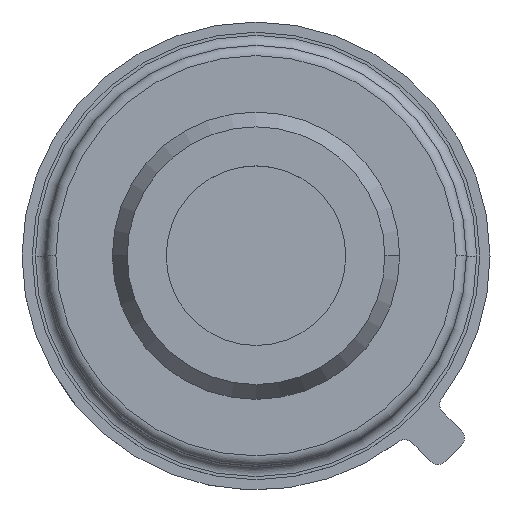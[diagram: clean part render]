
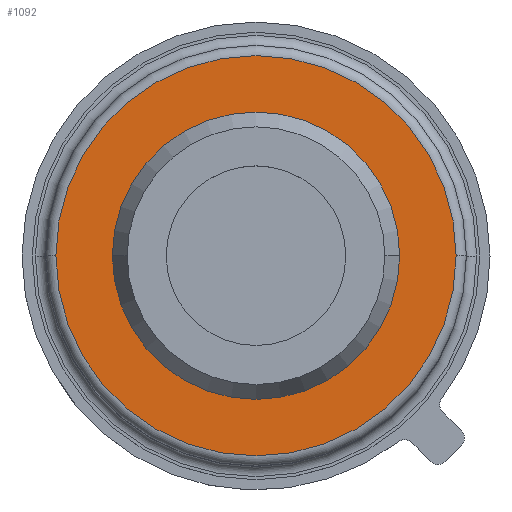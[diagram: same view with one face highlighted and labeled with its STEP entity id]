
A CAD part, top view. The second image highlights one B-rep face of the part: STEP entity #1092.
In plain terms, the highlighted planar face has unit normal (0, 0, 1).
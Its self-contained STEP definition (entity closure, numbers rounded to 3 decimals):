
#31 = ORIENTED_EDGE ( 'NONE', *, *, #1979, .F. ) ;
#77 = CARTESIAN_POINT ( 'NONE',  ( 0., 0., 3.6 ) ) ;
#109 = VERTEX_POINT ( 'NONE', #2263 ) ;
#166 = ORIENTED_EDGE ( 'NONE', *, *, #632, .F. ) ;
#184 = DIRECTION ( 'NONE',  ( 1., 0., 0. ) ) ;
#261 = FACE_OUTER_BOUND ( 'NONE', #745, .T. ) ;
#293 = VERTEX_POINT ( 'NONE', #2056 ) ;
#496 = AXIS2_PLACEMENT_3D ( 'NONE', #77, #2049, #591 ) ;
#591 = DIRECTION ( 'NONE',  ( 1., 0., 0. ) ) ;
#632 = EDGE_CURVE ( 'NONE', #1629, #1641, #1782, .T. ) ;
#678 = CARTESIAN_POINT ( 'NONE',  ( 0., 0., 3.6 ) ) ;
#711 = DIRECTION ( 'NONE',  ( 1., 0., 0. ) ) ;
#745 = EDGE_LOOP ( 'NONE', ( #1462, #2311 ) ) ;
#924 = EDGE_LOOP ( 'NONE', ( #166, #31 ) ) ;
#959 = CARTESIAN_POINT ( 'NONE',  ( 2.8, 0., 3.6 ) ) ;
#1013 = FACE_BOUND ( 'NONE', #924, .T. ) ;
#1043 = CARTESIAN_POINT ( 'NONE',  ( 0., 0., 3.6 ) ) ;
#1092 = ADVANCED_FACE ( 'NONE', ( #261, #1013 ), #1744, .T. ) ;
#1234 = AXIS2_PLACEMENT_3D ( 'NONE', #1043, #1364, #1908 ) ;
#1354 = EDGE_CURVE ( 'NONE', #293, #109, #1836, .T. ) ;
#1364 = DIRECTION ( 'NONE',  ( 0., 0., 1. ) ) ;
#1462 = ORIENTED_EDGE ( 'NONE', *, *, #2327, .T. ) ;
#1629 = VERTEX_POINT ( 'NONE', #959 ) ;
#1641 = VERTEX_POINT ( 'NONE', #1642 ) ;
#1642 = CARTESIAN_POINT ( 'NONE',  ( -2.8, 0., 3.6 ) ) ;
#1744 = PLANE ( 'NONE',  #1765 ) ;
#1765 = AXIS2_PLACEMENT_3D ( 'NONE', #678, #1996, #1983 ) ;
#1773 = CIRCLE ( 'NONE', #2073, 2.8 ) ;
#1782 = CIRCLE ( 'NONE', #1234, 2.8 ) ;
#1815 = CARTESIAN_POINT ( 'NONE',  ( 0., 0., 3.6 ) ) ;
#1836 = CIRCLE ( 'NONE', #1882, 3.9 ) ;
#1882 = AXIS2_PLACEMENT_3D ( 'NONE', #1815, #2172, #711 ) ;
#1908 = DIRECTION ( 'NONE',  ( 1., 0., 0. ) ) ;
#1979 = EDGE_CURVE ( 'NONE', #1641, #1629, #1773, .T. ) ;
#1983 = DIRECTION ( 'NONE',  ( 1., 0., 0. ) ) ;
#1996 = DIRECTION ( 'NONE',  ( 0., 0., 1. ) ) ;
#2049 = DIRECTION ( 'NONE',  ( 0., 0., 1. ) ) ;
#2056 = CARTESIAN_POINT ( 'NONE',  ( -3.9, 0., 3.6 ) ) ;
#2073 = AXIS2_PLACEMENT_3D ( 'NONE', #2192, #2231, #184 ) ;
#2172 = DIRECTION ( 'NONE',  ( 0., 0., 1. ) ) ;
#2192 = CARTESIAN_POINT ( 'NONE',  ( 0., 0., 3.6 ) ) ;
#2231 = DIRECTION ( 'NONE',  ( 0., 0., 1. ) ) ;
#2263 = CARTESIAN_POINT ( 'NONE',  ( 3.9, 0., 3.6 ) ) ;
#2266 = CIRCLE ( 'NONE', #496, 3.9 ) ;
#2311 = ORIENTED_EDGE ( 'NONE', *, *, #1354, .T. ) ;
#2327 = EDGE_CURVE ( 'NONE', #109, #293, #2266, .T. ) ;
